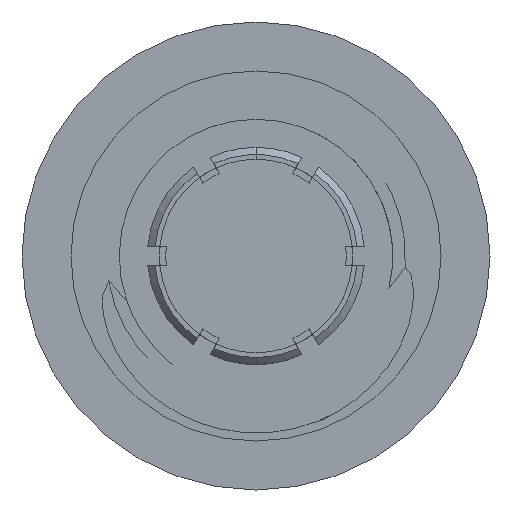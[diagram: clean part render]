
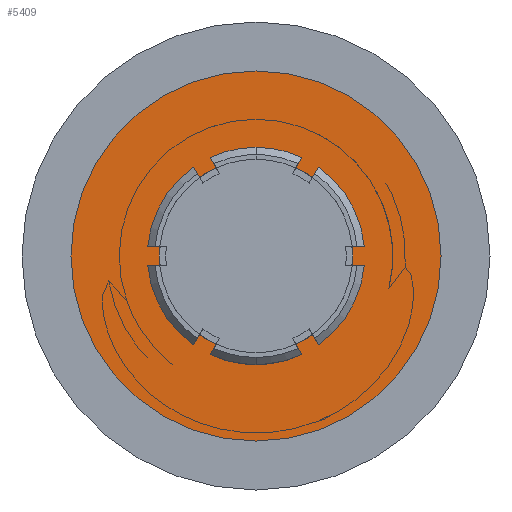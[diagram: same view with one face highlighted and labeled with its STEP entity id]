
A CAD part, left-side view. The second image highlights one B-rep face of the part: STEP entity #5409.
In plain terms, the highlighted face is planar.
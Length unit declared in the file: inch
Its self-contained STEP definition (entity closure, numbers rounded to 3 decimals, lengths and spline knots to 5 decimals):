
#30 = ORIENTED_EDGE ( 'NONE', *, *, #1554, .T. ) ;
#64 = DIRECTION ( 'NONE',  ( 0., 0., 1. ) ) ;
#288 = CIRCLE ( 'NONE', #6330, 0.0405 ) ;
#303 = ORIENTED_EDGE ( 'NONE', *, *, #5251, .F. ) ;
#371 = ORIENTED_EDGE ( 'NONE', *, *, #7178, .T. ) ;
#389 = DIRECTION ( 'NONE',  ( -1., 0., 0. ) ) ;
#472 = PLANE ( 'NONE',  #2959 ) ;
#506 = CARTESIAN_POINT ( 'NONE',  ( -0.0405, 0., -0.087 ) ) ;
#622 = CARTESIAN_POINT ( 'NONE',  ( 0., 0., -0.087 ) ) ;
#1554 = EDGE_CURVE ( 'NONE', #6881, #1572, #2088, .T. ) ;
#1572 = VERTEX_POINT ( 'NONE', #4247 ) ;
#1747 = DIRECTION ( 'NONE',  ( 1., 0., 0. ) ) ;
#1791 = ORIENTED_EDGE ( 'NONE', *, *, #2773, .F. ) ;
#2088 = CIRCLE ( 'NONE', #7017, 0.0775 ) ;
#2565 = CARTESIAN_POINT ( 'NONE',  ( 0.0405, 0., -0.087 ) ) ;
#2773 = EDGE_CURVE ( 'NONE', #7369, #7321, #5947, .T. ) ;
#2959 = AXIS2_PLACEMENT_3D ( 'NONE', #5087, #4387, #389 ) ;
#3309 = DIRECTION ( 'NONE',  ( 0., 0., 1. ) ) ;
#4133 = AXIS2_PLACEMENT_3D ( 'NONE', #622, #3309, #5823 ) ;
#4247 = CARTESIAN_POINT ( 'NONE',  ( -0.0775, 0., -0.087 ) ) ;
#4342 = DIRECTION ( 'NONE',  ( 0., 0., 1. ) ) ;
#4387 = DIRECTION ( 'NONE',  ( 0., 0., -1. ) ) ;
#4434 = CARTESIAN_POINT ( 'NONE',  ( 0., 0., -0.087 ) ) ;
#4862 = DIRECTION ( 'NONE',  ( 1., 0., 0. ) ) ;
#5087 = CARTESIAN_POINT ( 'NONE',  ( 0., 0.07173, -0.087 ) ) ;
#5131 = FACE_OUTER_BOUND ( 'NONE', #7680, .T. ) ;
#5251 = EDGE_CURVE ( 'NONE', #7321, #7369, #288, .T. ) ;
#5286 = DIRECTION ( 'NONE',  ( 1., 0., 0. ) ) ;
#5409 = ADVANCED_FACE ( 'NONE', ( #8522, #5131 ), #472, .F. ) ;
#5823 = DIRECTION ( 'NONE',  ( 1., 0., 0. ) ) ;
#5947 = CIRCLE ( 'NONE', #7487, 0.0405 ) ;
#6034 = DIRECTION ( 'NONE',  ( 0., 0., 1. ) ) ;
#6053 = CARTESIAN_POINT ( 'NONE',  ( 0., 0., -0.087 ) ) ;
#6330 = AXIS2_PLACEMENT_3D ( 'NONE', #4434, #4342, #1747 ) ;
#6645 = CARTESIAN_POINT ( 'NONE',  ( 0., 0., -0.087 ) ) ;
#6881 = VERTEX_POINT ( 'NONE', #8516 ) ;
#7017 = AXIS2_PLACEMENT_3D ( 'NONE', #6053, #64, #4862 ) ;
#7178 = EDGE_CURVE ( 'NONE', #1572, #6881, #7237, .T. ) ;
#7237 = CIRCLE ( 'NONE', #4133, 0.0775 ) ;
#7321 = VERTEX_POINT ( 'NONE', #2565 ) ;
#7369 = VERTEX_POINT ( 'NONE', #506 ) ;
#7487 = AXIS2_PLACEMENT_3D ( 'NONE', #6645, #6034, #5286 ) ;
#7680 = EDGE_LOOP ( 'NONE', ( #30, #371 ) ) ;
#7701 = EDGE_LOOP ( 'NONE', ( #1791, #303 ) ) ;
#8516 = CARTESIAN_POINT ( 'NONE',  ( 0.0775, 0., -0.087 ) ) ;
#8522 = FACE_BOUND ( 'NONE', #7701, .T. ) ;
